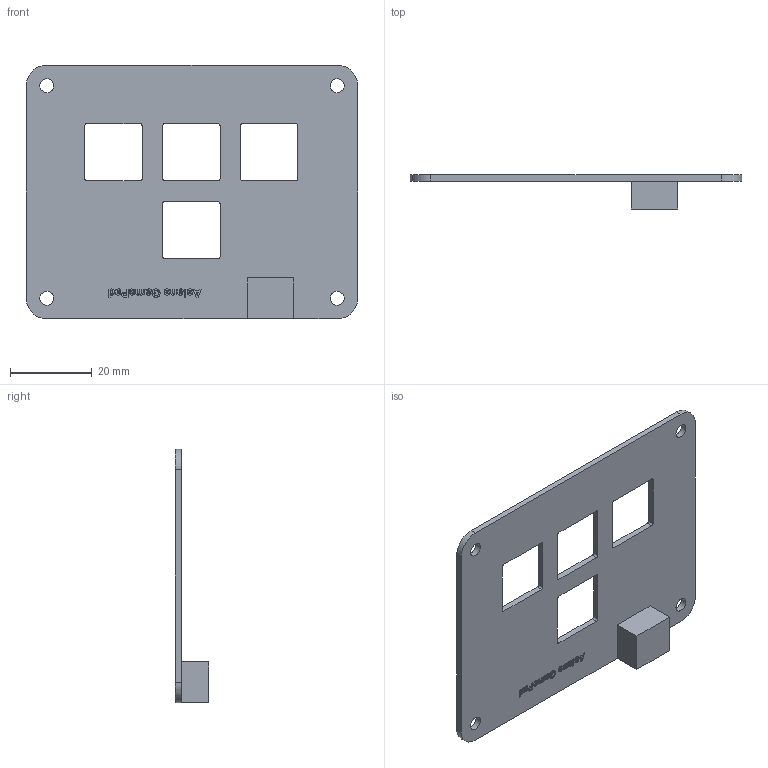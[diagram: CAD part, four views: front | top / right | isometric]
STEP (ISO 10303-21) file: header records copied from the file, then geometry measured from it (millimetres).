
FILE_DESCRIPTION(/* description */ (''),/* implementation_level */ '2;1');
FILE_NAME(/* name */ 'Hackclubtop.step',/* time_stamp */ '2025-12-07T14:50:39+05:00',/* author */ (''),/* organization */ (''),/* preprocessor_version */ 'ST-DEVELOPER v20.1',/* originating_system */ 'Autodesk Translation Framework v14.21.0.0',/* authorisation */ '');
FILE_SCHEMA (('AUTOMOTIVE_DESIGN { 1 0 10303 214 3 1 1 }'));
Length unit declared in the file: millimetre
Products named in the file (1): 2025-12-04-12-04-57-493
Bounding box: 81 x 8.25 x 62 mm (x, y, z)
Volume: 7037.4 mm3; surface area: 9484.8 mm2
Topology: 1 solids, 1 shells, 372 faces, 1050 edges, 700 vertices
Faces by surface type: bspline 227, plane 121, cylinder 24
Full cylindrical faces by diameter (mm): 3.4 x4
Entity records: 14164 total; most frequent: CARTESIAN_POINT 5982, ORIENTED_EDGE 2100, EDGE_CURVE 1050, DIRECTION 936, VERTEX_POINT 700, LINE 548, VECTOR 548, B_SPLINE_CURVE_WITH_KNOTS 454
